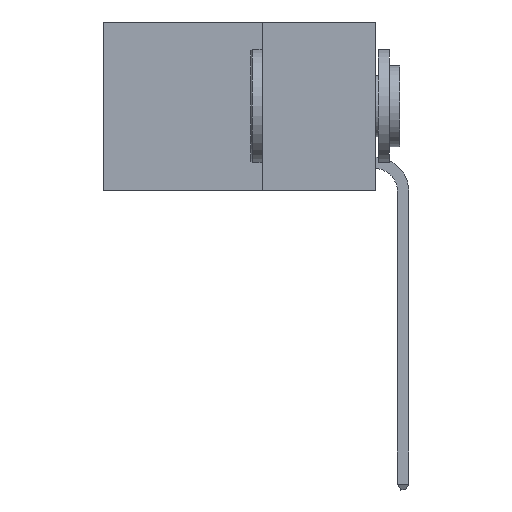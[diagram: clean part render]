
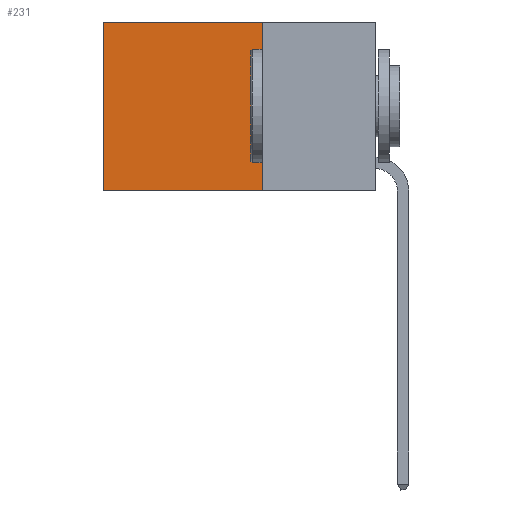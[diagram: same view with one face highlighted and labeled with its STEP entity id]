
A CAD part, left-side view. The second image highlights one B-rep face of the part: STEP entity #231.
In plain terms, the highlighted planar face has unit normal (-1, 0, 0).
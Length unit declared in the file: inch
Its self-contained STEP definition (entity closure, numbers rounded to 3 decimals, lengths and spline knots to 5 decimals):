
#173 = DIRECTION ( 'NONE',  ( 0., 0., -1. ) ) ;
#231 = ADVANCED_FACE ( 'NONE', ( #12788 ), #2900, .F. ) ;
#479 = LINE ( 'NONE', #6549, #11901 ) ;
#1495 = VERTEX_POINT ( 'NONE', #12925 ) ;
#1658 = EDGE_LOOP ( 'NONE', ( #12901, #8337, #8109, #2411 ) ) ;
#1916 = CARTESIAN_POINT ( 'NONE',  ( 0.2625, 0.25, 0. ) ) ;
#1917 = EDGE_CURVE ( 'NONE', #9081, #6000, #12083, .T. ) ;
#1990 = LINE ( 'NONE', #10543, #13296 ) ;
#2274 = VERTEX_POINT ( 'NONE', #9285 ) ;
#2411 = ORIENTED_EDGE ( 'NONE', *, *, #8907, .T. ) ;
#2615 = DIRECTION ( 'NONE',  ( 1., 0., 0. ) ) ;
#2699 = DIRECTION ( 'NONE',  ( 0., 0., -1. ) ) ;
#2900 = PLANE ( 'NONE',  #12876 ) ;
#2952 = CARTESIAN_POINT ( 'NONE',  ( 0.2625, 0.25, 0. ) ) ;
#3963 = DIRECTION ( 'NONE',  ( 0., 1., 0. ) ) ;
#3967 = DIRECTION ( 'NONE',  ( 0., 0., -1. ) ) ;
#4441 = CARTESIAN_POINT ( 'NONE',  ( 0.2625, 0.25, 0. ) ) ;
#5801 = EDGE_CURVE ( 'NONE', #2274, #1495, #6826, .T. ) ;
#6000 = VERTEX_POINT ( 'NONE', #6116 ) ;
#6116 = CARTESIAN_POINT ( 'NONE',  ( 0.2625, 0.25, -0.37 ) ) ;
#6238 = EDGE_CURVE ( 'NONE', #6000, #1495, #479, .T. ) ;
#6477 = VECTOR ( 'NONE', #173, 39.37008 ) ;
#6549 = CARTESIAN_POINT ( 'NONE',  ( 0.2625, 0.25, -0.37 ) ) ;
#6826 = LINE ( 'NONE', #10187, #6477 ) ;
#8109 = ORIENTED_EDGE ( 'NONE', *, *, #1917, .F. ) ;
#8337 = ORIENTED_EDGE ( 'NONE', *, *, #6238, .F. ) ;
#8907 = EDGE_CURVE ( 'NONE', #9081, #2274, #1990, .T. ) ;
#9081 = VERTEX_POINT ( 'NONE', #1916 ) ;
#9232 = VECTOR ( 'NONE', #3967, 39.37008 ) ;
#9285 = CARTESIAN_POINT ( 'NONE',  ( 0.2625, 0.6, 0. ) ) ;
#10187 = CARTESIAN_POINT ( 'NONE',  ( 0.2625, 0.6, 0. ) ) ;
#10543 = CARTESIAN_POINT ( 'NONE',  ( 0.2625, 0.25, 0. ) ) ;
#11901 = VECTOR ( 'NONE', #13006, 39.37008 ) ;
#12083 = LINE ( 'NONE', #4441, #9232 ) ;
#12788 = FACE_OUTER_BOUND ( 'NONE', #1658, .T. ) ;
#12876 = AXIS2_PLACEMENT_3D ( 'NONE', #2952, #2615, #2699 ) ;
#12901 = ORIENTED_EDGE ( 'NONE', *, *, #5801, .T. ) ;
#12925 = CARTESIAN_POINT ( 'NONE',  ( 0.2625, 0.6, -0.37 ) ) ;
#13006 = DIRECTION ( 'NONE',  ( 0., 1., 0. ) ) ;
#13296 = VECTOR ( 'NONE', #3963, 39.37008 ) ;
